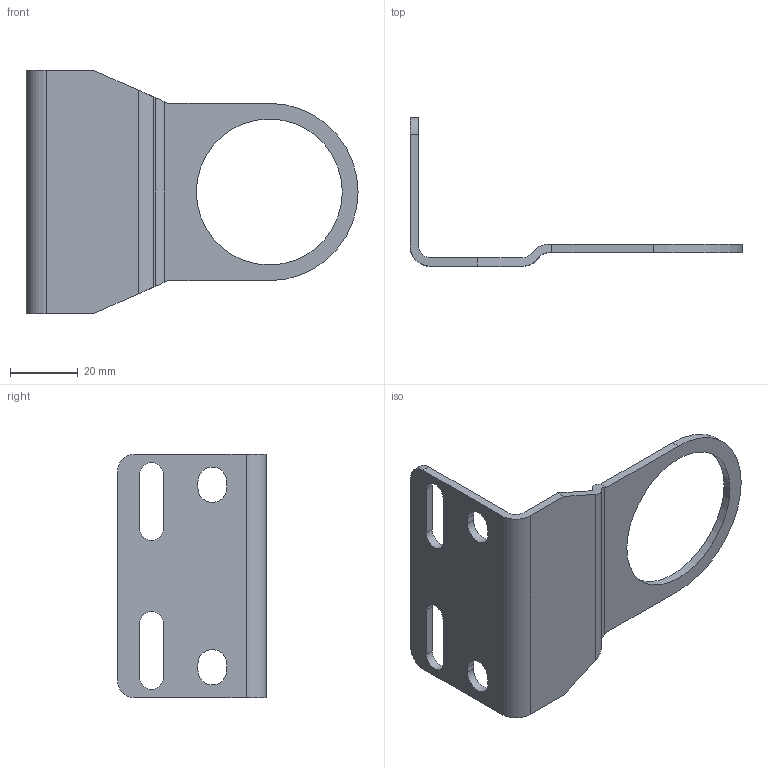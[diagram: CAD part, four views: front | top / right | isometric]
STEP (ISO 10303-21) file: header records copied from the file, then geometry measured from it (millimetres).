
FILE_DESCRIPTION((''),'2;1');
FILE_NAME('BW2_1227.stp','2007-11-19T08:36:47',('DHinz'),(''),'Autodesk Inventor 10','Autodesk Inventor 10','');
FILE_SCHEMA(('AUTOMOTIVE_DESIGN { 1 0 10303 214 1 1 1 1 }'));
Length unit declared in the file: millimetre
Products named in the file (1): 10009665
Bounding box: 98.25 x 44 x 72 mm (x, y, z)
Volume: 16141.9 mm3; surface area: 14626.4 mm2
Topology: 1 solids, 1 shells, 41 faces, 117 edges, 78 vertices
Faces by surface type: plane 23, cylinder 18
Full cylindrical faces by diameter (mm): 43.2 x1
Entity records: 1385 total; most frequent: CARTESIAN_POINT 236, DIRECTION 236, ORIENTED_EDGE 232, EDGE_CURVE 116, VECTOR 80, LINE 80, AXIS2_PLACEMENT_3D 78, VERTEX_POINT 78
